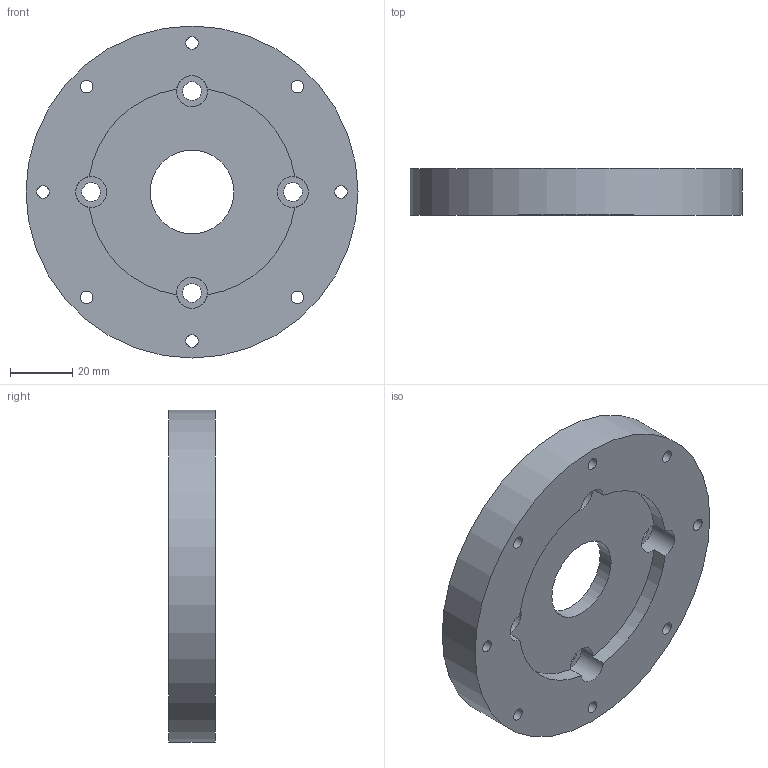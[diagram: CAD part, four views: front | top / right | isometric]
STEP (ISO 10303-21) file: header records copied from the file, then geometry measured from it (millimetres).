
FILE_DESCRIPTION(/* description */ (''),/* implementation_level */ '2;1');
FILE_NAME(/* name */ '1. FlangeNew.step',/* time_stamp */ '2019-03-06T17:58:13+07:00',/* author */ (''),/* organization */ (''),/* preprocessor_version */ 'ST-DEVELOPER v17.2',/* originating_system */ 'Autodesk Translation Framework v7.6.0.251',/* authorisation */ '');
FILE_SCHEMA (('AUTOMOTIVE_DESIGN { 1 0 10303 214 3 1 1 }'));
Length unit declared in the file: millimetre
Products named in the file (2): newerTilt; newerTilt v15
Assembly tree (1 placements, depth 2):
  newerTilt
    newerTilt v15
Bounding box: 107 x 15 x 107 mm (x, y, z)
Volume: 98255.2 mm3; surface area: 26397.4 mm2
Topology: 1 solids, 1 shells, 31 faces, 87 edges, 56 vertices
Faces by surface type: cylinder 23, plane 8
Full cylindrical faces by diameter (mm): 4 x8, 6 x4, 10 x4, 27 x1, 55 x1, 107 x1
Entity records: 1160 total; most frequent: DIRECTION 215, CARTESIAN_POINT 177, ORIENTED_EDGE 174, AXIS2_PLACEMENT_3D 94, EDGE_CURVE 87, CIRCLE 60, EDGE_LOOP 59, VERTEX_POINT 56
